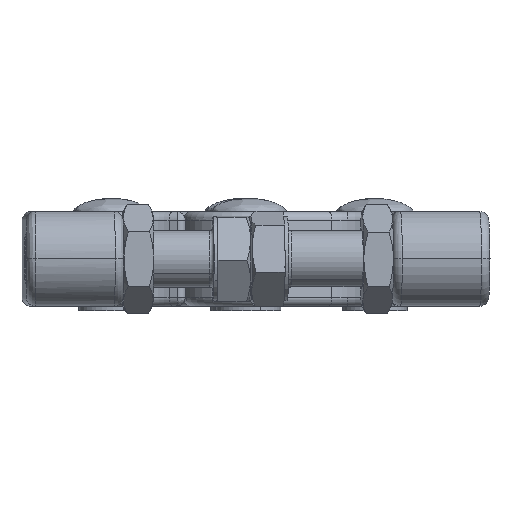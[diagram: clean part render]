
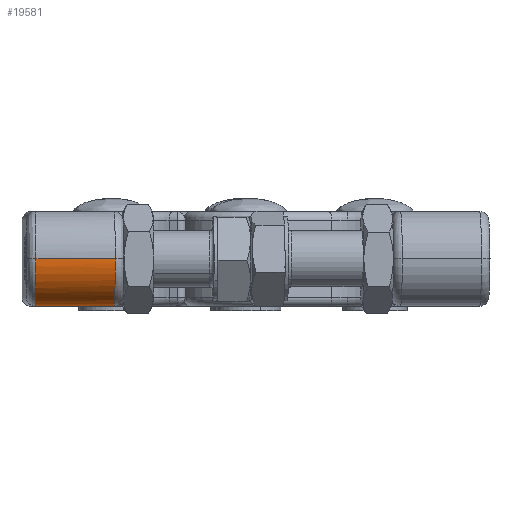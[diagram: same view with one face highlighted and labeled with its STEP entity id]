
A CAD part, left-side view. The second image highlights one B-rep face of the part: STEP entity #19581.
In plain terms, the highlighted cylindrical face has radius 8 mm (diameter 16 mm), a partial arc.
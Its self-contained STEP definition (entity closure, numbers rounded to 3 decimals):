
#959 = ORIENTED_EDGE ( 'NONE', *, *, #12528, .F. ) ;
#963 = ORIENTED_EDGE ( 'NONE', *, *, #9590, .T. ) ;
#7045 = DIRECTION ( 'NONE',  ( 0., 1., 0. ) ) ;
#7046 = CARTESIAN_POINT ( 'NONE',  ( 45.487, 1.111, 8. ) ) ;
#7364 = DIRECTION ( 'NONE',  ( 0., -1., 0. ) ) ;
#7371 = CARTESIAN_POINT ( 'NONE',  ( 53.489, -15.299, 16. ) ) ;
#8527 = VERTEX_POINT ( 'NONE', #25652 ) ;
#8584 = VERTEX_POINT ( 'NONE', #25589 ) ;
#8647 = VERTEX_POINT ( 'NONE', #25526 ) ;
#8743 = VERTEX_POINT ( 'NONE', #25410 ) ;
#9442 =( BOUNDED_CURVE ( )  B_SPLINE_CURVE ( 3, ( #24538, #24536, #24531, #24530 ),
 .UNSPECIFIED., .F., .F. ) 
 B_SPLINE_CURVE_WITH_KNOTS ( ( 4, 4 ),
 ( 3.142, 4.712 ),
 .UNSPECIFIED. ) 
 CURVE ( )  GEOMETRIC_REPRESENTATION_ITEM ( )  RATIONAL_B_SPLINE_CURVE ( ( 1., 0.805, 0.805, 1. ) ) 
 REPRESENTATION_ITEM ( '' )  );
#9449 =( BOUNDED_CURVE ( )  B_SPLINE_CURVE ( 3, ( #24468, #24483, #24550, #24605 ),
 .UNSPECIFIED., .F., .F. ) 
 B_SPLINE_CURVE_WITH_KNOTS ( ( 4, 4 ),
 ( 4.712, 6.283 ),
 .UNSPECIFIED. ) 
 CURVE ( )  GEOMETRIC_REPRESENTATION_ITEM ( )  RATIONAL_B_SPLINE_CURVE ( ( 1., 0.805, 0.805, 1. ) ) 
 REPRESENTATION_ITEM ( '' )  );
#9590 = EDGE_CURVE ( 'NONE', #8527, #8743, #9449, .T. ) ;
#9634 = EDGE_CURVE ( 'NONE', #8584, #8647, #9442, .T. ) ;
#12325 = AXIS2_PLACEMENT_3D ( 'NONE', #28376, #28372, #28368 ) ;
#12463 = EDGE_CURVE ( 'NONE', #8527, #8647, #41581, .T. ) ;
#12528 = EDGE_CURVE ( 'NONE', #8584, #8743, #34261, .T. ) ;
#18120 = ORIENTED_EDGE ( 'NONE', *, *, #9634, .T. ) ;
#19581 = ADVANCED_FACE ( 'NONE', ( #21529 ), #21539, .T. ) ;
#21529 = FACE_OUTER_BOUND ( 'NONE', #30591, .T. ) ;
#21539 = CYLINDRICAL_SURFACE ( 'NONE', #12325, 8. ) ;
#23583 = ORIENTED_EDGE ( 'NONE', *, *, #12463, .F. ) ;
#24468 = CARTESIAN_POINT ( 'NONE',  ( 53.488, -0.389, 16. ) ) ;
#24483 = CARTESIAN_POINT ( 'NONE',  ( 48.801, -0.389, 16. ) ) ;
#24530 = CARTESIAN_POINT ( 'NONE',  ( 53.489, -13.713, 16. ) ) ;
#24531 = CARTESIAN_POINT ( 'NONE',  ( 48.802, -13.754, 16. ) ) ;
#24536 = CARTESIAN_POINT ( 'NONE',  ( 45.489, -13.783, 12.686 ) ) ;
#24538 = CARTESIAN_POINT ( 'NONE',  ( 45.489, -13.783, 8. ) ) ;
#24550 = CARTESIAN_POINT ( 'NONE',  ( 45.488, -0.389, 12.686 ) ) ;
#24605 = CARTESIAN_POINT ( 'NONE',  ( 45.488, -0.389, 8. ) ) ;
#25410 = CARTESIAN_POINT ( 'NONE',  ( 45.488, -0.389, 8. ) ) ;
#25526 = CARTESIAN_POINT ( 'NONE',  ( 53.489, -13.713, 16. ) ) ;
#25589 = CARTESIAN_POINT ( 'NONE',  ( 45.489, -13.783, 8. ) ) ;
#25652 = CARTESIAN_POINT ( 'NONE',  ( 53.488, -0.389, 16. ) ) ;
#28368 = DIRECTION ( 'NONE',  ( -1., 0., 0. ) ) ;
#28372 = DIRECTION ( 'NONE',  ( 0., 1., 0. ) ) ;
#28376 = CARTESIAN_POINT ( 'NONE',  ( 53.479, 109.612, 8. ) ) ;
#30591 = EDGE_LOOP ( 'NONE', ( #23583, #963, #959, #18120 ) ) ;
#34261 = LINE ( 'NONE', #7046, #34266 ) ;
#34266 = VECTOR ( 'NONE', #7045, 1000. ) ;
#41581 = LINE ( 'NONE', #7371, #41594 ) ;
#41594 = VECTOR ( 'NONE', #7364, 1000. ) ;
